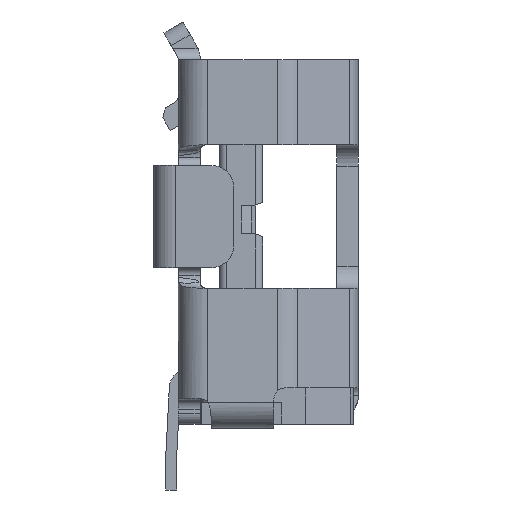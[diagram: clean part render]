
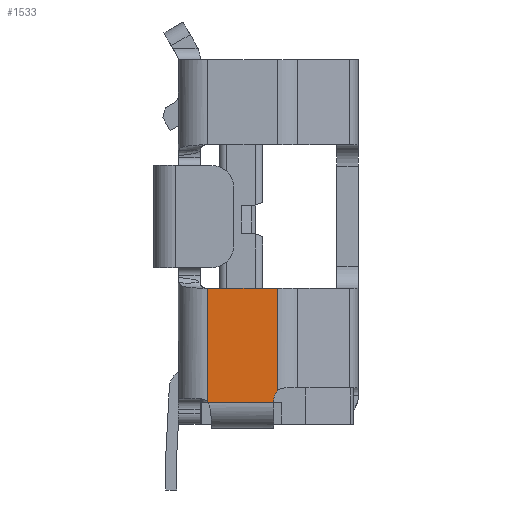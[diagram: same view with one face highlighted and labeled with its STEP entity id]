
A CAD part, left-side view. The second image highlights one B-rep face of the part: STEP entity #1533.
In plain terms, the highlighted face is planar.
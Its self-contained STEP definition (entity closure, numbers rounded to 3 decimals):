
#1533 = ADVANCED_FACE( 'NONE', ( #3309 ), #3310, .F. );
#3309 = FACE_OUTER_BOUND( '', #6047, .T. );
#3310 = PLANE( '', #6048 );
#6047 = EDGE_LOOP( '', ( #10854, #10855, #10856, #10857, #10858, #10859, #10860 ) );
#6048 = AXIS2_PLACEMENT_3D( '', #10861, #10862, #10863 );
#10854 = ORIENTED_EDGE( '', *, *, #14864, .T. );
#10855 = ORIENTED_EDGE( '', *, *, #14375, .F. );
#10856 = ORIENTED_EDGE( '', *, *, #15007, .F. );
#10857 = ORIENTED_EDGE( '', *, *, #13443, .F. );
#10858 = ORIENTED_EDGE( '', *, *, #15126, .T. );
#10859 = ORIENTED_EDGE( '', *, *, #15394, .T. );
#10860 = ORIENTED_EDGE( '', *, *, #15395, .F. );
#10861 = CARTESIAN_POINT( '', ( 3.75, 0.154, -1.294 ) );
#10862 = DIRECTION( '', ( -1., 0., 0. ) );
#10863 = DIRECTION( '', ( 0., 0., 1. ) );
#13443 = EDGE_CURVE( 'NONE', #15987, #15988, #15989, .T. );
#14375 = EDGE_CURVE( 'NONE', #17608, #17609, #17610, .T. );
#14864 = EDGE_CURVE( 'NONE', #18347, #17609, #18348, .T. );
#15007 = EDGE_CURVE( 'NONE', #15988, #17608, #18551, .T. );
#15126 = EDGE_CURVE( 'NONE', #15987, #18720, #18722, .T. );
#15394 = EDGE_CURVE( 'NONE', #18720, #19068, #19069, .T. );
#15395 = EDGE_CURVE( 'NONE', #18347, #19068, #19070, .T. );
#15987 = VERTEX_POINT( 'NONE', #19745 );
#15988 = VERTEX_POINT( 'NONE', #19746 );
#15989 = CIRCLE( '', #19747, 0.15 );
#17608 = VERTEX_POINT( 'NONE', #22378 );
#17609 = VERTEX_POINT( 'NONE', #22379 );
#17610 = LINE( '', #22380, #22381 );
#18347 = VERTEX_POINT( 'NONE', #23521 );
#18348 = CIRCLE( '', #23522, 0.15 );
#18551 = LINE( '', #23854, #23855 );
#18720 = VERTEX_POINT( 'NONE', #24146 );
#18722 = LINE( '', #24148, #24149 );
#19068 = VERTEX_POINT( 'NONE', #24690 );
#19069 = LINE( '', #24691, #24692 );
#19070 = LINE( '', #24693, #24694 );
#19745 = CARTESIAN_POINT( '', ( 3.75, 0.124, -1.039 ) );
#19746 = CARTESIAN_POINT( '', ( 3.75, 0.075, -1.15 ) );
#19747 = AXIS2_PLACEMENT_3D( '', #25667, #25668, #25669 );
#22378 = CARTESIAN_POINT( '', ( 3.75, 0.075, -1.2 ) );
#22379 = CARTESIAN_POINT( '', ( 3.75, -0.823, -1.2 ) );
#22380 = CARTESIAN_POINT( '', ( 3.75, -0.355, -1.2 ) );
#22381 = VECTOR( '', #26661, 1000. );
#23521 = CARTESIAN_POINT( '', ( 3.75, -0.835, -1.188 ) );
#23522 = AXIS2_PLACEMENT_3D( '', #27157, #27158, #27159 );
#23854 = CARTESIAN_POINT( '', ( 3.75, 0.075, 1.15 ) );
#23855 = VECTOR( '', #27292, 1000. );
#24146 = CARTESIAN_POINT( '', ( 3.75, 0.124, 0.366 ) );
#24148 = CARTESIAN_POINT( '', ( 3.75, 0.124, -0.336 ) );
#24149 = VECTOR( '', #27399, 1000. );
#24690 = CARTESIAN_POINT( '', ( 3.75, -0.835, 0.366 ) );
#24691 = CARTESIAN_POINT( '', ( 3.75, -0.45, 0.366 ) );
#24692 = VECTOR( '', #27649, 1000. );
#24693 = CARTESIAN_POINT( '', ( 3.75, -0.835, 1.15 ) );
#24694 = VECTOR( '', #27650, 1000. );
#25667 = CARTESIAN_POINT( '', ( 3.75, 0.225, -1.15 ) );
#25668 = DIRECTION( '', ( 1., 0., 0. ) );
#25669 = DIRECTION( '', ( 0., 1., 0. ) );
#26661 = DIRECTION( '', ( 0., -1., 0. ) );
#27157 = CARTESIAN_POINT( '', ( 3.75, -0.935, -1.3 ) );
#27158 = DIRECTION( '', ( -1., 0., 0. ) );
#27159 = DIRECTION( '', ( 0., 0., -1. ) );
#27292 = DIRECTION( '', ( 0., 0., -1. ) );
#27399 = DIRECTION( '', ( 0., 0., 1. ) );
#27649 = DIRECTION( '', ( 0., -1., 0. ) );
#27650 = DIRECTION( '', ( 0., 0., 1. ) );
